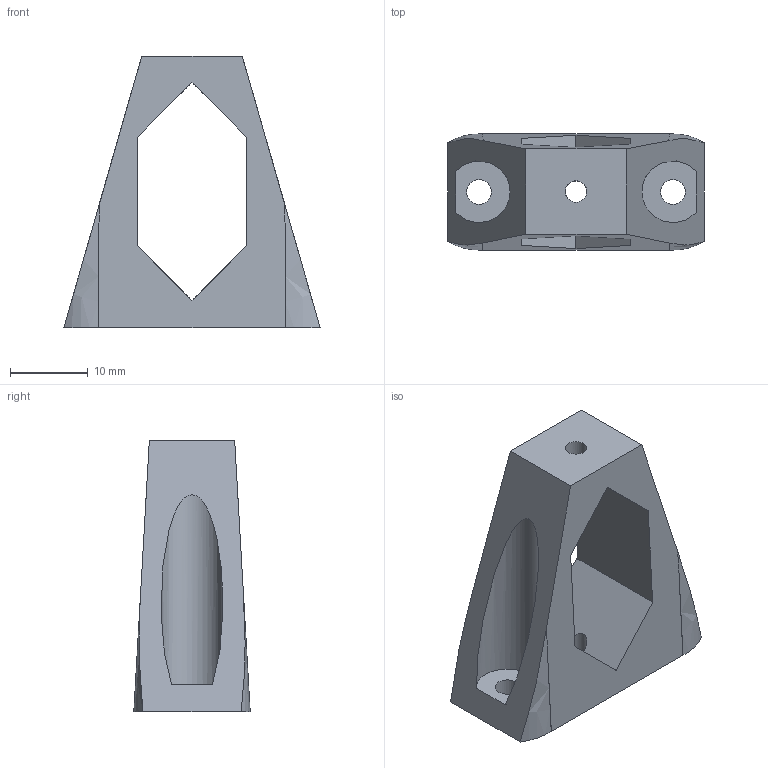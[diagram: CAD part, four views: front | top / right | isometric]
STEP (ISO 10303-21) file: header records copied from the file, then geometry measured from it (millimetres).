
FILE_DESCRIPTION(('FreeCAD Model'),'2;1');
FILE_NAME('y-endstop-adj-x1.step','2019-07-13T18:59:03',( 'Author'),(''),'Open CASCADE STEP processor 6.8','FreeCAD','Unknown' );
FILE_SCHEMA(('AUTOMOTIVE_DESIGN_CC2 { 1 2 10303 214 -1 1 5 4 }'));
Length unit declared in the file: millimetre
Products named in the file (2): ASSEMBLY; endstop-adj
Assembly tree (1 placements, depth 2):
  ASSEMBLY
    endstop-adj
Bounding box: 33.03 x 15 x 35 mm (x, y, z)
Volume: 5633.8 mm3; surface area: 3852.5 mm2
Topology: 1 solids, 1 shells, 28 faces, 82 edges, 56 vertices
Faces by surface type: plane 18, cylinder 6, cone 4
Full cylindrical faces by diameter (mm): 2.8 x2, 3.2 x2
Entity records: 2377 total; most frequent: CARTESIAN_POINT 790, DIRECTION 270, ORIENTED_EDGE 164, PCURVE 164, DEFINITIONAL_REPRESENTATION 164, LINE 118, VECTOR 118, EDGE_CURVE 82
